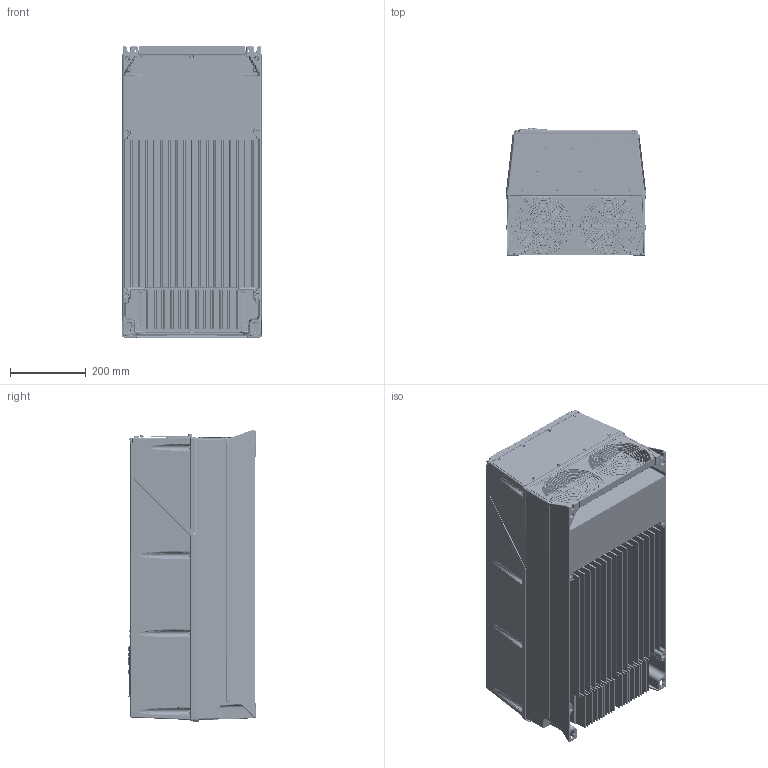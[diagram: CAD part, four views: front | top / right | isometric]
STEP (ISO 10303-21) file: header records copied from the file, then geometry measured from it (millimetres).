
FILE_DESCRIPTION((''),'2;1');
FILE_NAME('DANFOSS-FC200-C2-011','2007-11-30T',('Naushad.pm'),('dan Drives A/S'),'PRO/ENGINEER BY PARAMETRIC TECHNOLOGY CORPORATION, 2007160','PRO/ENGINEER BY PARAMETRIC TECHNOLOGY CORPORATION, 2007160','');
FILE_SCHEMA(('CONFIG_CONTROL_DESIGN', 'GEOMETRIC_VALIDATION_PROPERTIES_MIM'));
Products named in the file (1): DANFOSS-FC200-C2-011
Bounding box: 371.37 x 335 x 767.48 mm (x, y, z)
Volume: 67701901.8 mm3; surface area: 4072890.2 mm2
Topology: 1 solids, 43 shells, 7013 faces, 17551 edges, 10634 vertices
Faces by surface type: cylinder 2534, plane 1739, bspline 1576, torus 514, cone 488, extrusion 84, sphere 78
Entity records: 427786 total; most frequent: CARTESIAN_POINT 223792, ORIENTED_EDGE 34884, DIRECTION 27632, EDGE_CURVE 17442, VERTEX_POINT 10634, AXIS2_PLACEMENT_3D 10231, FILL_AREA_STYLE_COLOUR 7849, FILL_AREA_STYLE 7849
